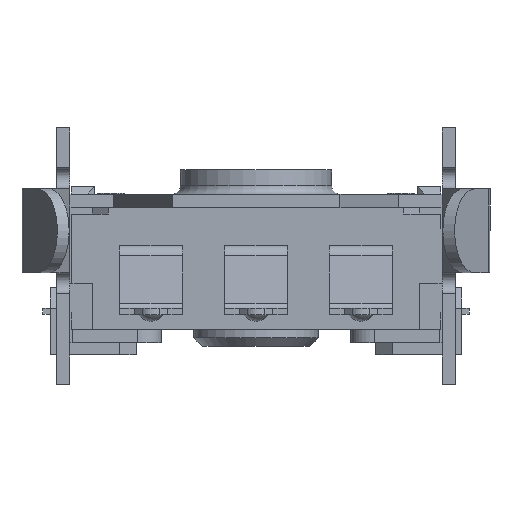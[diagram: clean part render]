
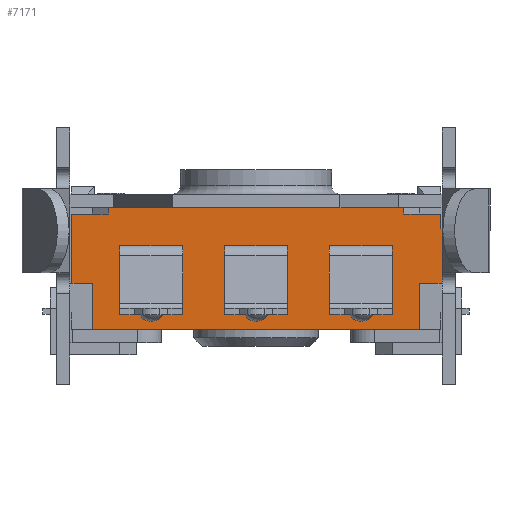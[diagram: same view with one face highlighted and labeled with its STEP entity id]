
A CAD part, front view. The second image highlights one B-rep face of the part: STEP entity #7171.
In plain terms, the highlighted planar face has unit normal (0, -1, 0).
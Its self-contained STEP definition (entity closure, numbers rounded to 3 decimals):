
#16=FACE_BOUND('',#2551,.T.);
#17=FACE_BOUND('',#2552,.T.);
#18=FACE_BOUND('',#2553,.T.);
#87=PLANE('',#7639);
#377=LINE('',#10192,#1213);
#389=LINE('',#10232,#1225);
#392=LINE('',#10238,#1228);
#395=LINE('',#10243,#1231);
#531=LINE('',#10542,#1367);
#532=LINE('',#10545,#1368);
#533=LINE('',#10547,#1369);
#534=LINE('',#10549,#1370);
#535=LINE('',#10551,#1371);
#536=LINE('',#10553,#1372);
#537=LINE('',#10555,#1373);
#538=LINE('',#10557,#1374);
#539=LINE('',#10559,#1375);
#540=LINE('',#10561,#1376);
#541=LINE('',#10563,#1377);
#542=LINE('',#10565,#1378);
#543=LINE('',#10567,#1379);
#544=LINE('',#10568,#1380);
#545=LINE('',#10571,#1381);
#546=LINE('',#10573,#1382);
#547=LINE('',#10575,#1383);
#548=LINE('',#10576,#1384);
#549=LINE('',#10579,#1385);
#550=LINE('',#10581,#1386);
#551=LINE('',#10583,#1387);
#552=LINE('',#10584,#1388);
#1213=VECTOR('',#8264,1000.);
#1225=VECTOR('',#8294,1000.);
#1228=VECTOR('',#8299,1000.);
#1231=VECTOR('',#8304,1000.);
#1367=VECTOR('',#8570,1000.);
#1368=VECTOR('',#8573,1000.);
#1369=VECTOR('',#8574,1000.);
#1370=VECTOR('',#8575,1000.);
#1371=VECTOR('',#8576,1000.);
#1372=VECTOR('',#8577,1000.);
#1373=VECTOR('',#8578,1000.);
#1374=VECTOR('',#8579,1000.);
#1375=VECTOR('',#8580,1000.);
#1376=VECTOR('',#8581,1000.);
#1377=VECTOR('',#8582,1000.);
#1378=VECTOR('',#8583,1000.);
#1379=VECTOR('',#8584,1000.);
#1380=VECTOR('',#8585,1000.);
#1381=VECTOR('',#8586,1000.);
#1382=VECTOR('',#8587,1000.);
#1383=VECTOR('',#8588,1000.);
#1384=VECTOR('',#8589,1000.);
#1385=VECTOR('',#8590,1000.);
#1386=VECTOR('',#8591,1000.);
#1387=VECTOR('',#8592,1000.);
#1388=VECTOR('',#8593,1000.);
#2169=FACE_OUTER_BOUND('',#2550,.T.);
#2550=EDGE_LOOP('',(#5115,#5116,#5117,#5118,#5119,#5120,#5121,#5122,#5123,
#5124,#5125,#5126,#5127,#5128));
#2551=EDGE_LOOP('',(#5129,#5130,#5131,#5132));
#2552=EDGE_LOOP('',(#5133,#5134,#5135,#5136));
#2553=EDGE_LOOP('',(#5137,#5138,#5139,#5140));
#3104=VERTEX_POINT('',#10190);
#3105=VERTEX_POINT('',#10191);
#3124=VERTEX_POINT('',#10231);
#3126=VERTEX_POINT('',#10237);
#3222=VERTEX_POINT('',#10535);
#3225=VERTEX_POINT('',#10540);
#3226=VERTEX_POINT('',#10544);
#3227=VERTEX_POINT('',#10546);
#3228=VERTEX_POINT('',#10548);
#3229=VERTEX_POINT('',#10550);
#3230=VERTEX_POINT('',#10552);
#3231=VERTEX_POINT('',#10554);
#3232=VERTEX_POINT('',#10556);
#3233=VERTEX_POINT('',#10558);
#3234=VERTEX_POINT('',#10560);
#3235=VERTEX_POINT('',#10562);
#3236=VERTEX_POINT('',#10564);
#3237=VERTEX_POINT('',#10566);
#3238=VERTEX_POINT('',#10569);
#3239=VERTEX_POINT('',#10570);
#3240=VERTEX_POINT('',#10572);
#3241=VERTEX_POINT('',#10574);
#3242=VERTEX_POINT('',#10577);
#3243=VERTEX_POINT('',#10578);
#3244=VERTEX_POINT('',#10580);
#3245=VERTEX_POINT('',#10582);
#3769=EDGE_CURVE('',#3104,#3105,#377,.T.);
#3789=EDGE_CURVE('',#3124,#3104,#389,.T.);
#3792=EDGE_CURVE('',#3126,#3105,#392,.T.);
#3795=EDGE_CURVE('',#3126,#3124,#395,.T.);
#3941=EDGE_CURVE('',#3225,#3222,#531,.T.);
#3942=EDGE_CURVE('',#3222,#3226,#532,.T.);
#3943=EDGE_CURVE('',#3225,#3227,#533,.T.);
#3944=EDGE_CURVE('',#3227,#3228,#534,.T.);
#3945=EDGE_CURVE('',#3228,#3229,#535,.T.);
#3946=EDGE_CURVE('',#3229,#3230,#536,.T.);
#3947=EDGE_CURVE('',#3231,#3230,#537,.T.);
#3948=EDGE_CURVE('',#3231,#3232,#538,.T.);
#3949=EDGE_CURVE('',#3232,#3233,#539,.T.);
#3950=EDGE_CURVE('',#3234,#3233,#540,.T.);
#3951=EDGE_CURVE('',#3235,#3234,#541,.T.);
#3952=EDGE_CURVE('',#3236,#3235,#542,.T.);
#3953=EDGE_CURVE('',#3236,#3237,#543,.T.);
#3954=EDGE_CURVE('',#3237,#3226,#544,.T.);
#3955=EDGE_CURVE('',#3238,#3239,#545,.T.);
#3956=EDGE_CURVE('',#3238,#3240,#546,.T.);
#3957=EDGE_CURVE('',#3241,#3240,#547,.T.);
#3958=EDGE_CURVE('',#3239,#3241,#548,.T.);
#3959=EDGE_CURVE('',#3242,#3243,#549,.T.);
#3960=EDGE_CURVE('',#3242,#3244,#550,.T.);
#3961=EDGE_CURVE('',#3245,#3244,#551,.T.);
#3962=EDGE_CURVE('',#3243,#3245,#552,.T.);
#5115=ORIENTED_EDGE('',*,*,#3942,.F.);
#5116=ORIENTED_EDGE('',*,*,#3941,.F.);
#5117=ORIENTED_EDGE('',*,*,#3943,.T.);
#5118=ORIENTED_EDGE('',*,*,#3944,.T.);
#5119=ORIENTED_EDGE('',*,*,#3945,.T.);
#5120=ORIENTED_EDGE('',*,*,#3946,.T.);
#5121=ORIENTED_EDGE('',*,*,#3947,.F.);
#5122=ORIENTED_EDGE('',*,*,#3948,.T.);
#5123=ORIENTED_EDGE('',*,*,#3949,.T.);
#5124=ORIENTED_EDGE('',*,*,#3950,.F.);
#5125=ORIENTED_EDGE('',*,*,#3951,.F.);
#5126=ORIENTED_EDGE('',*,*,#3952,.F.);
#5127=ORIENTED_EDGE('',*,*,#3953,.T.);
#5128=ORIENTED_EDGE('',*,*,#3954,.T.);
#5129=ORIENTED_EDGE('',*,*,#3955,.F.);
#5130=ORIENTED_EDGE('',*,*,#3956,.T.);
#5131=ORIENTED_EDGE('',*,*,#3957,.F.);
#5132=ORIENTED_EDGE('',*,*,#3958,.F.);
#5133=ORIENTED_EDGE('',*,*,#3959,.F.);
#5134=ORIENTED_EDGE('',*,*,#3960,.T.);
#5135=ORIENTED_EDGE('',*,*,#3961,.F.);
#5136=ORIENTED_EDGE('',*,*,#3962,.F.);
#5137=ORIENTED_EDGE('',*,*,#3795,.F.);
#5138=ORIENTED_EDGE('',*,*,#3792,.T.);
#5139=ORIENTED_EDGE('',*,*,#3769,.F.);
#5140=ORIENTED_EDGE('',*,*,#3789,.F.);
#7171=ADVANCED_FACE('',(#2169,#16,#17,#18),#87,.F.);
#7639=AXIS2_PLACEMENT_3D('',#10543,#8571,#8572);
#8264=DIRECTION('',(0.,0.,1.));
#8294=DIRECTION('',(1.,0.,0.));
#8299=DIRECTION('',(1.,0.,0.));
#8304=DIRECTION('',(0.,0.,-1.));
#8570=DIRECTION('',(1.,0.,0.));
#8571=DIRECTION('center_axis',(0.,1.,0.));
#8572=DIRECTION('ref_axis',(1.,0.,0.));
#8573=DIRECTION('',(0.,0.,1.));
#8574=DIRECTION('',(0.,0.,-1.));
#8575=DIRECTION('',(1.,0.,0.));
#8576=DIRECTION('',(0.,0.,-1.));
#8577=DIRECTION('',(1.,0.,0.));
#8578=DIRECTION('',(0.,0.,-1.));
#8579=DIRECTION('',(1.,0.,0.));
#8580=DIRECTION('',(0.,0.,1.));
#8581=DIRECTION('',(1.,0.,0.));
#8582=DIRECTION('',(0.,0.,-1.));
#8583=DIRECTION('',(1.,0.,0.));
#8584=DIRECTION('',(0.,0.,1.));
#8585=DIRECTION('',(-1.,0.,0.));
#8586=DIRECTION('',(0.,0.,-1.));
#8587=DIRECTION('',(1.,0.,0.));
#8588=DIRECTION('',(0.,0.,1.));
#8589=DIRECTION('',(1.,0.,0.));
#8590=DIRECTION('',(0.,0.,-1.));
#8591=DIRECTION('',(1.,0.,0.));
#8592=DIRECTION('',(0.,0.,1.));
#8593=DIRECTION('',(1.,0.,0.));
#10190=CARTESIAN_POINT('',(3.25,-4.8,0.35));
#10191=CARTESIAN_POINT('',(3.25,-4.8,0.5));
#10192=CARTESIAN_POINT('',(3.25,-4.8,0.7));
#10231=CARTESIAN_POINT('',(1.75,-4.8,0.35));
#10232=CARTESIAN_POINT('',(-3.9,-4.8,0.35));
#10237=CARTESIAN_POINT('',(1.75,-4.8,0.5));
#10238=CARTESIAN_POINT('',(-3.9,-4.8,0.5));
#10243=CARTESIAN_POINT('',(1.75,-4.8,0.7));
#10535=CARTESIAN_POINT('',(-3.52,-4.8,2.75));
#10540=CARTESIAN_POINT('',(-4.4,-4.8,2.75));
#10542=CARTESIAN_POINT('',(-4.4,-4.8,2.75));
#10543=CARTESIAN_POINT('Origin',(-3.9,-4.8,0.7));
#10544=CARTESIAN_POINT('',(-3.52,-4.8,2.9));
#10545=CARTESIAN_POINT('',(-3.52,-4.8,-10.317));
#10546=CARTESIAN_POINT('',(-4.4,-4.8,1.1));
#10547=CARTESIAN_POINT('',(-4.4,-4.8,11.882));
#10548=CARTESIAN_POINT('',(-3.9,-4.8,1.1));
#10549=CARTESIAN_POINT('',(-3.9,-4.8,1.1));
#10550=CARTESIAN_POINT('',(-3.9,-4.8,0.));
#10551=CARTESIAN_POINT('',(-3.9,-4.8,0.7));
#10552=CARTESIAN_POINT('',(3.9,-4.8,0.));
#10553=CARTESIAN_POINT('',(-3.9,-4.8,0.));
#10554=CARTESIAN_POINT('',(3.9,-4.8,1.1));
#10555=CARTESIAN_POINT('',(3.9,-4.8,0.7));
#10556=CARTESIAN_POINT('',(4.43,-4.8,1.1));
#10557=CARTESIAN_POINT('',(4.4,-4.8,1.1));
#10558=CARTESIAN_POINT('',(4.43,-4.8,2.4));
#10559=CARTESIAN_POINT('',(4.43,-4.8,2.4));
#10560=CARTESIAN_POINT('',(4.4,-4.8,2.4));
#10561=CARTESIAN_POINT('',(4.4,-4.8,2.4));
#10562=CARTESIAN_POINT('',(4.4,-4.8,2.75));
#10563=CARTESIAN_POINT('',(4.4,-4.8,11.882));
#10564=CARTESIAN_POINT('',(3.52,-4.8,2.75));
#10565=CARTESIAN_POINT('',(-4.4,-4.8,2.75));
#10566=CARTESIAN_POINT('',(3.52,-4.8,2.9));
#10567=CARTESIAN_POINT('',(3.52,-4.8,-10.317));
#10568=CARTESIAN_POINT('',(-3.52,-4.8,2.9));
#10569=CARTESIAN_POINT('',(-3.25,-4.8,0.5));
#10570=CARTESIAN_POINT('',(-3.25,-4.8,0.35));
#10571=CARTESIAN_POINT('',(-3.25,-4.8,0.7));
#10572=CARTESIAN_POINT('',(-1.75,-4.8,0.5));
#10573=CARTESIAN_POINT('',(-3.9,-4.8,0.5));
#10574=CARTESIAN_POINT('',(-1.75,-4.8,0.35));
#10575=CARTESIAN_POINT('',(-1.75,-4.8,0.7));
#10576=CARTESIAN_POINT('',(-3.9,-4.8,0.35));
#10577=CARTESIAN_POINT('',(-0.75,-4.8,0.5));
#10578=CARTESIAN_POINT('',(-0.75,-4.8,0.35));
#10579=CARTESIAN_POINT('',(-0.75,-4.8,0.7));
#10580=CARTESIAN_POINT('',(0.75,-4.8,0.5));
#10581=CARTESIAN_POINT('',(-3.9,-4.8,0.5));
#10582=CARTESIAN_POINT('',(0.75,-4.8,0.35));
#10583=CARTESIAN_POINT('',(0.75,-4.8,0.7));
#10584=CARTESIAN_POINT('',(-3.9,-4.8,0.35));
